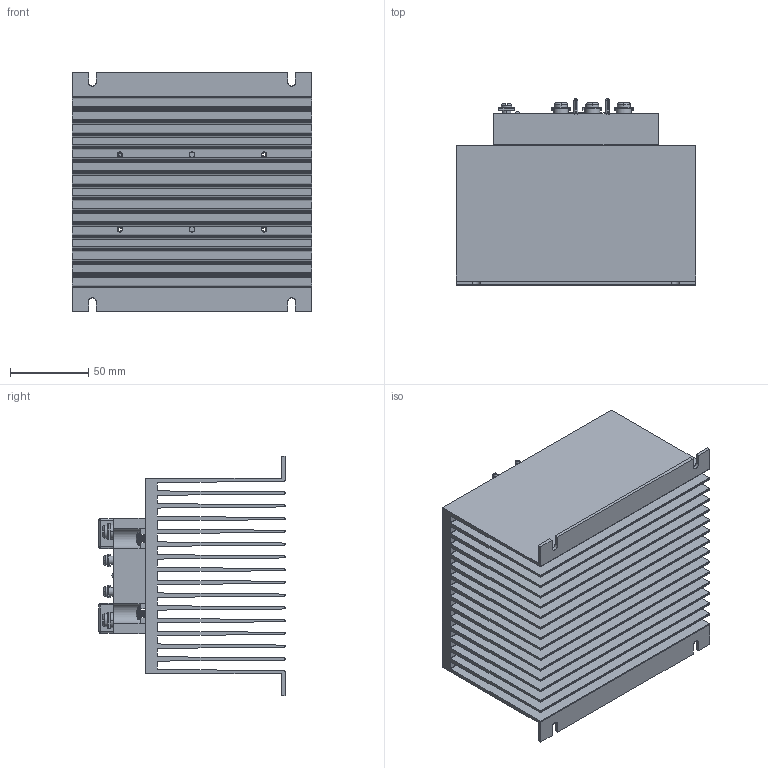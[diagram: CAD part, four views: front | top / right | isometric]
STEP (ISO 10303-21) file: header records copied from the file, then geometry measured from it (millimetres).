
FILE_DESCRIPTION (( 'STEP AP214' ), '1' );
FILE_NAME ('108401.STEP', '2016-12-05T19:12:01', ( '' ), ( '' ), 'SwSTEP 2.0', 'SolidWorks 2015', '' );
FILE_SCHEMA (( 'AUTOMOTIVE_DESIGN' ));
Length unit declared in the file: inch
Products named in the file (1): 108401
Bounding box: 152.4 x 118.57 x 152.4 mm (x, y, z)
Surface area: 482303.7 mm2 (no closed solid volume)
Topology: 0 solids, 550 shells, 562 faces, 3179 edges, 3149 vertices
Faces by surface type: plane 323, cylinder 166, bspline 44, sphere 29
Entity records: 47366 total; most frequent: CARTESIAN_POINT 17668, DIRECTION 3976, ORIENTED_EDGE 3175, EDGE_CURVE 3161, VERTEX_POINT 3149, LINE 2068, VECTOR 2068, AXIS2_PLACEMENT_3D 954
